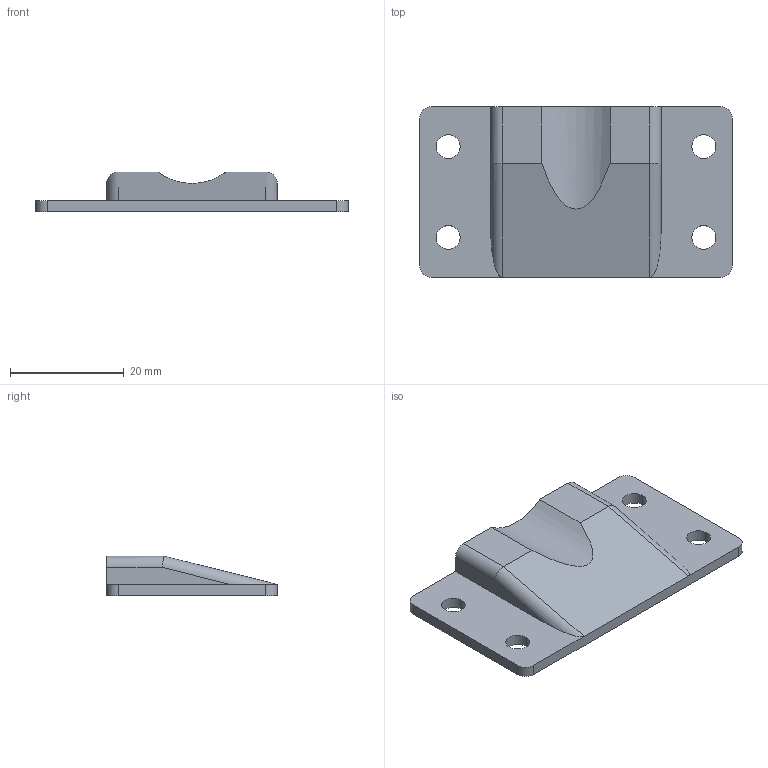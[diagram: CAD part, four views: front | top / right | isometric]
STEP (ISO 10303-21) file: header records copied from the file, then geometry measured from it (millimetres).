
FILE_DESCRIPTION (( 'STEP AP203' ), '1' );
FILE_NAME ('sone3D.STEP', '2014-05-02T10:56:15', ( '' ), ( '' ), 'SwSTEP 2.0', 'SolidWorks 2012', '' );
FILE_SCHEMA (( 'CONFIG_CONTROL_DESIGN' ));
Length unit declared in the file: millimetre
Products named in the file (1): sone3D
Bounding box: 55 x 30 x 7 mm (x, y, z)
Volume: 3545.4 mm3; surface area: 4005.2 mm2
Topology: 1 solids, 1 shells, 38 faces, 104 edges, 68 vertices
Faces by surface type: cylinder 20, plane 18
Entity records: 1301 total; most frequent: CARTESIAN_POINT 235, ORIENTED_EDGE 208, DIRECTION 206, EDGE_CURVE 104, AXIS2_PLACEMENT_3D 71, VERTEX_POINT 68, LINE 64, VECTOR 64
